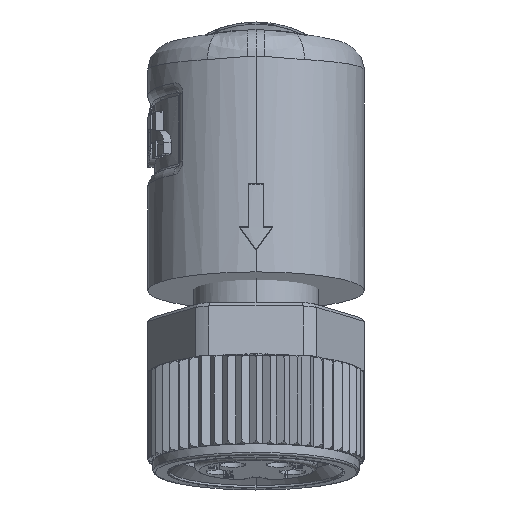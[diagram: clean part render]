
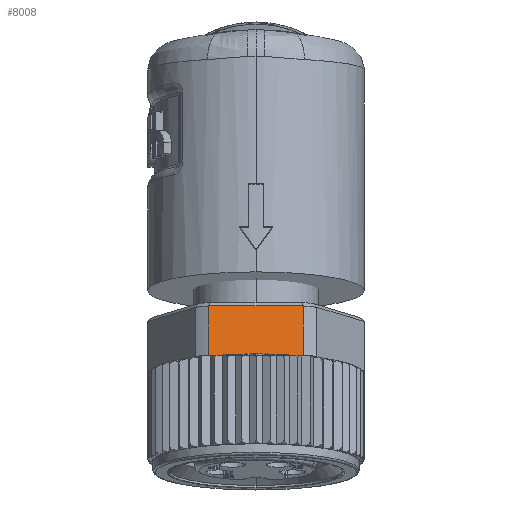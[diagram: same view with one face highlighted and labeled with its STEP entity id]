
A CAD part, front view. The second image highlights one B-rep face of the part: STEP entity #8008.
In plain terms, the highlighted planar face has unit normal (0, -0.985, 0.174).
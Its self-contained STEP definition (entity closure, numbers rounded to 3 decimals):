
#8008=ADVANCED_FACE('',(#17225),#17226,.F.);
#8866=EDGE_CURVE('',#18272,#18301,#18509,.T.);
#8874=EDGE_CURVE('',#18517,#18272,#18520,.T.);
#8882=EDGE_CURVE('',#18301,#18529,#18530,.T.);
#9422=EDGE_CURVE('',#18517,#19229,#19233,.T.);
#9430=EDGE_CURVE('',#19244,#19241,#19245,.T.);
#9434=EDGE_CURVE('',#19249,#19241,#19250,.T.);
#9438=EDGE_CURVE('',#19249,#19254,#19255,.T.);
#9466=EDGE_CURVE('',#19294,#19254,#19295,.T.);
#9494=EDGE_CURVE('',#19244,#19229,#19330,.T.);
#9496=EDGE_CURVE('',#19332,#19294,#19333,.T.);
#9498=EDGE_CURVE('',#19335,#19332,#19336,.T.);
#9500=EDGE_CURVE('',#19335,#19338,#19339,.T.);
#9502=EDGE_CURVE('',#19338,#19341,#19342,.T.);
#9504=EDGE_CURVE('',#18529,#19341,#19344,.T.);
#17225=FACE_OUTER_BOUND('',#74201,.T.);
#17226=PLANE('',#74202);
#18272=VERTEX_POINT('',#76379);
#18301=VERTEX_POINT('',#76438);
#18509=LINE('',#76879,#76880);
#18517=VERTEX_POINT('',#76892);
#18520=LINE('',#76896,#76897);
#18529=VERTEX_POINT('',#76912);
#18530=LINE('',#76913,#76914);
#19229=VERTEX_POINT('',#78742);
#19233=LINE('',#78748,#78749);
#19241=VERTEX_POINT('',#78770);
#19244=VERTEX_POINT('',#78774);
#19245=B_SPLINE_CURVE_WITH_KNOTS('',3,(#78775,#78776,#78777,#78778,#78779,#78780,#78781,#78782),.UNSPECIFIED.,.F.,.F.,(4,1,1,1,1,4),(0.0,0.2,0.4,0.6,0.8,1.0),.UNSPECIFIED.);
#19249=VERTEX_POINT('',#78795);
#19250=LINE('',#78796,#78797);
#19254=VERTEX_POINT('',#78804);
#19255=LINE('',#78805,#78806);
#19294=VERTEX_POINT('',#78927);
#19295=LINE('',#78928,#78929);
#19330=LINE('',#79006,#79007);
#19332=VERTEX_POINT('',#79010);
#19333=LINE('',#79011,#79012);
#19335=VERTEX_POINT('',#79015);
#19336=LINE('',#79016,#79017);
#19338=VERTEX_POINT('',#79020);
#19339=B_SPLINE_CURVE_WITH_KNOTS('',3,(#79021,#79022,#79023,#79024,#79025,#79026,#79027,#79028),.UNSPECIFIED.,.F.,.F.,(4,1,1,1,1,4),(0.0,0.2,0.4,0.6,0.8,1.0),.UNSPECIFIED.);
#19341=VERTEX_POINT('',#79031);
#19342=LINE('',#79032,#79033);
#19344=LINE('',#79036,#79037);
#74201=EDGE_LOOP('',(#104202,#104203,#104204,#104205,#104206,#104207,#104208,#104209,#104210,#104211,#104212,#104213,#104214,#104215));
#74202=AXIS2_PLACEMENT_3D('',#104216,#104217,#104218);
#76379=CARTESIAN_POINT('',(-2.179,-5.994,-8.086));
#76438=CARTESIAN_POINT('',(2.179,-5.994,-8.086));
#76879=CARTESIAN_POINT('',(-2.179,-5.994,-8.086));
#76880=VECTOR('',#106996,4.359);
#76892=CARTESIAN_POINT('',(-2.179,-6.393,-10.351));
#76896=CARTESIAN_POINT('',(-2.179,-6.393,-10.351));
#76897=VECTOR('',#107004,2.3);
#76912=CARTESIAN_POINT('',(2.179,-6.393,-10.351));
#76913=CARTESIAN_POINT('',(2.179,-5.994,-8.086));
#76914=VECTOR('',#107010,2.3);
#78742=CARTESIAN_POINT('',(-1.976,-6.393,-10.351));
#78748=CARTESIAN_POINT('',(-2.179,-6.393,-10.351));
#78749=VECTOR('',#107317,0.204);
#78770=CARTESIAN_POINT('',(-1.67,-6.393,-10.351));
#78774=CARTESIAN_POINT('',(-1.976,-6.4,-10.386));
#78775=CARTESIAN_POINT('',(-1.976,-6.4,-10.386));
#78776=CARTESIAN_POINT('',(-1.96,-6.399,-10.382));
#78777=CARTESIAN_POINT('',(-1.926,-6.398,-10.374));
#78778=CARTESIAN_POINT('',(-1.871,-6.396,-10.364));
#78779=CARTESIAN_POINT('',(-1.81,-6.395,-10.357));
#78780=CARTESIAN_POINT('',(-1.744,-6.394,-10.352));
#78781=CARTESIAN_POINT('',(-1.695,-6.393,-10.351));
#78782=CARTESIAN_POINT('',(-1.67,-6.393,-10.351));
#78795=CARTESIAN_POINT('',(-1.533,-6.393,-10.351));
#78796=CARTESIAN_POINT('',(-1.533,-6.393,-10.351));
#78797=VECTOR('',#107322,0.137);
#78804=CARTESIAN_POINT('',(-1.525,-6.393,-10.351));
#78805=CARTESIAN_POINT('',(-1.533,-6.393,-10.351));
#78806=VECTOR('',#107324,0.008);
#78927=CARTESIAN_POINT('',(1.525,-6.393,-10.351));
#78928=CARTESIAN_POINT('',(1.525,-6.393,-10.351));
#78929=VECTOR('',#107339,3.051);
#79006=CARTESIAN_POINT('',(-1.976,-6.4,-10.386));
#79007=VECTOR('',#107353,0.036);
#79010=CARTESIAN_POINT('',(1.533,-6.393,-10.351));
#79011=CARTESIAN_POINT('',(1.533,-6.393,-10.351));
#79012=VECTOR('',#107354,0.008);
#79015=CARTESIAN_POINT('',(1.67,-6.393,-10.351));
#79016=CARTESIAN_POINT('',(1.67,-6.393,-10.351));
#79017=VECTOR('',#107355,0.137);
#79020=CARTESIAN_POINT('',(1.976,-6.4,-10.386));
#79021=CARTESIAN_POINT('',(1.67,-6.393,-10.351));
#79022=CARTESIAN_POINT('',(1.695,-6.393,-10.351));
#79023=CARTESIAN_POINT('',(1.744,-6.394,-10.352));
#79024=CARTESIAN_POINT('',(1.81,-6.395,-10.357));
#79025=CARTESIAN_POINT('',(1.871,-6.396,-10.364));
#79026=CARTESIAN_POINT('',(1.926,-6.398,-10.374));
#79027=CARTESIAN_POINT('',(1.96,-6.399,-10.382));
#79028=CARTESIAN_POINT('',(1.976,-6.4,-10.386));
#79031=CARTESIAN_POINT('',(1.976,-6.393,-10.351));
#79032=CARTESIAN_POINT('',(1.976,-6.4,-10.386));
#79033=VECTOR('',#107356,0.036);
#79036=CARTESIAN_POINT('',(2.179,-6.393,-10.351));
#79037=VECTOR('',#107357,0.204);
#104202=ORIENTED_EDGE('',*,*,#8874,.F.);
#104203=ORIENTED_EDGE('',*,*,#9422,.T.);
#104204=ORIENTED_EDGE('',*,*,#9494,.F.);
#104205=ORIENTED_EDGE('',*,*,#9430,.T.);
#104206=ORIENTED_EDGE('',*,*,#9434,.F.);
#104207=ORIENTED_EDGE('',*,*,#9438,.T.);
#104208=ORIENTED_EDGE('',*,*,#9466,.F.);
#104209=ORIENTED_EDGE('',*,*,#9496,.F.);
#104210=ORIENTED_EDGE('',*,*,#9498,.F.);
#104211=ORIENTED_EDGE('',*,*,#9500,.T.);
#104212=ORIENTED_EDGE('',*,*,#9502,.T.);
#104213=ORIENTED_EDGE('',*,*,#9504,.F.);
#104214=ORIENTED_EDGE('',*,*,#8882,.F.);
#104215=ORIENTED_EDGE('',*,*,#8866,.F.);
#104216=CARTESIAN_POINT('',(2.179,-6.393,-10.351));
#104217=DIRECTION('',(0.0,0.985,-0.174));
#104218=DIRECTION('',(0.0,-0.174,-0.985));
#106996=DIRECTION('',(1.0,0.,0.));
#107004=DIRECTION('',(0.,0.174,0.985));
#107010=DIRECTION('',(0.,-0.174,-0.985));
#107317=DIRECTION('',(1.0,0.0,0.0));
#107322=DIRECTION('',(-1.0,0.0,0.0));
#107324=DIRECTION('',(1.0,0.0,0.0));
#107339=DIRECTION('',(-1.0,0.0,0.0));
#107353=DIRECTION('',(0.0,0.174,0.985));
#107354=DIRECTION('',(-1.0,0.0,0.0));
#107355=DIRECTION('',(-1.0,0.0,0.0));
#107356=DIRECTION('',(0.0,0.174,0.985));
#107357=DIRECTION('',(-1.0,0.0,0.0));
